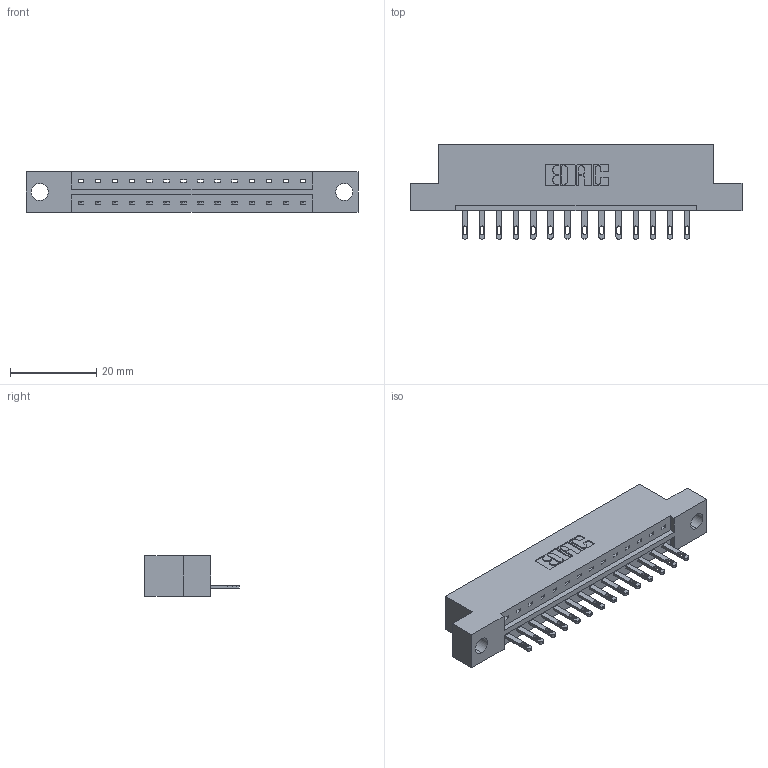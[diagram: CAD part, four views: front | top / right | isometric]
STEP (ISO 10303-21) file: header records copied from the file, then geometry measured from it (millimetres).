
FILE_DESCRIPTION (( 'STEP AP203' ), '1' );
FILE_NAME ('833-014-500-104.STEP', '2020-05-31T00:43:23', ( '' ), ( '' ), 'SwSTEP 2.0', 'SolidWorks 2020', '' );
FILE_SCHEMA (( 'CONFIG_CONTROL_DESIGN' ));
Length unit declared in the file: inch
Products named in the file (3): 833-014-500-104; 833 Part_Flush - .156 Dia - TH; 345-292-001_345-293-100
Assembly tree (15 placements, depth 2):
  833-014-500-104
    833 Part_Flush - .156 Dia - TH
    345-292-001_345-293-100  x14
Bounding box: 77.01 x 21.85 x 9.4 mm (x, y, z)
Volume: 7429.7 mm3; surface area: 7684.9 mm2
Topology: 15 solids, 15 shells, 870 faces, 2663 edges, 1774 vertices
Faces by surface type: plane 574, cylinder 296
Entity records: 12113 total; most frequent: CARTESIAN_POINT 2100, ORIENTED_EDGE 2050, DIRECTION 1829, EDGE_CURVE 1025, VECTOR 893, LINE 893, VERTEX_POINT 682, AXIS2_PLACEMENT_3D 468
